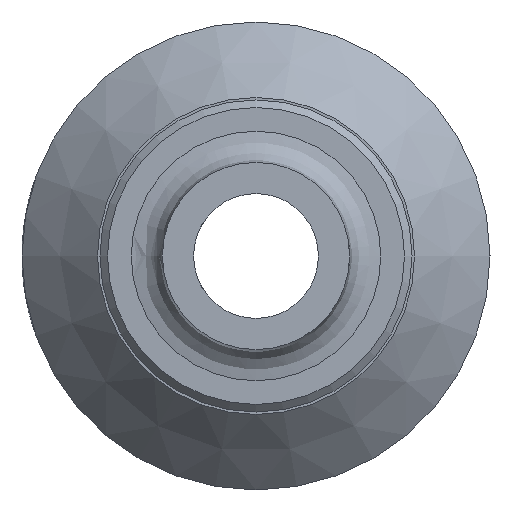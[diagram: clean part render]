
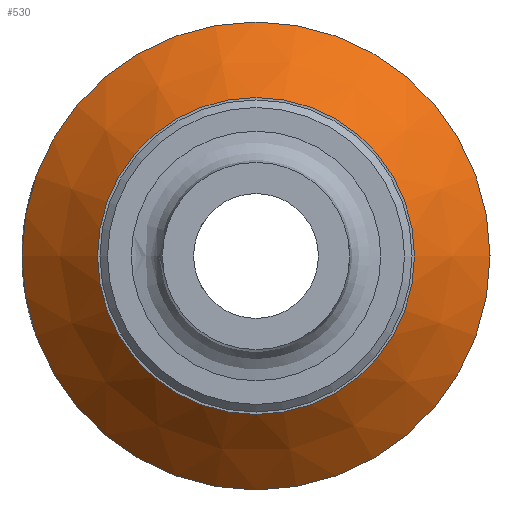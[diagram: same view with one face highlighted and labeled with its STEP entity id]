
A CAD part, left-side view. The second image highlights one B-rep face of the part: STEP entity #530.
In plain terms, the highlighted conical face has half-angle 45 degrees and reference radius 19.971 mm.
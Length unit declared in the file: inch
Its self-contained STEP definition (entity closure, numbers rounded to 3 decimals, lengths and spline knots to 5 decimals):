
#496=CARTESIAN_POINT('',(11.81252,3.62293,0.0));
#497=VERTEX_POINT('',#496);
#498=CARTESIAN_POINT('',(11.81252,2.98793,0.0));
#499=DIRECTION('',(1.0,0.0,0.0));
#500=DIRECTION('',(0.0,1.0,0.0));
#501=AXIS2_PLACEMENT_3D('',#498,#499,#500);
#502=CIRCLE('',#501,0.635);
#503=EDGE_CURVE('',#497,#497,#502,.T.);
#511=CARTESIAN_POINT('',(11.96377,2.98793,0.0));
#512=DIRECTION('',(1.0,0.0,0.0));
#513=DIRECTION('',(0.0,1.0,0.0));
#514=AXIS2_PLACEMENT_3D('',#511,#512,#513);
#515=CONICAL_SURFACE('',#514,0.78625,45.);
#516=CARTESIAN_POINT('',(12.11502,3.92543,0.0));
#517=VERTEX_POINT('',#516);
#518=CARTESIAN_POINT('',(12.11502,2.98793,0.0));
#519=DIRECTION('',(1.0,0.0,0.0));
#520=DIRECTION('',(0.0,1.0,0.0));
#521=AXIS2_PLACEMENT_3D('',#518,#519,#520);
#522=CIRCLE('',#521,0.9375);
#523=EDGE_CURVE('',#517,#517,#522,.T.);
#524=ORIENTED_EDGE('',*,*,#523,.F.);
#525=EDGE_LOOP('',(#524));
#526=FACE_OUTER_BOUND('',#525,.T.);
#527=ORIENTED_EDGE('',*,*,#503,.T.);
#528=EDGE_LOOP('',(#527));
#529=FACE_BOUND('',#528,.T.);
#530=ADVANCED_FACE('',(#526,#529),#515,.T.);
